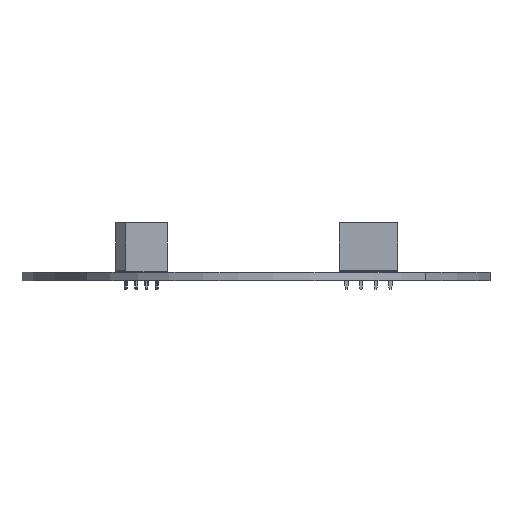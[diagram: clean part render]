
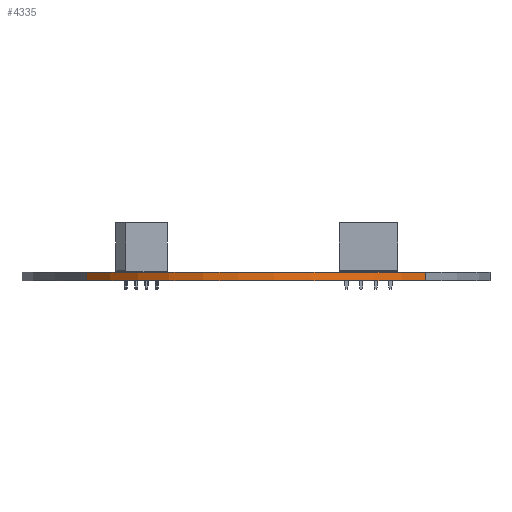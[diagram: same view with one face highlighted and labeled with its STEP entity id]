
A CAD part, front view. The second image highlights one B-rep face of the part: STEP entity #4335.
In plain terms, the highlighted cylindrical face has radius 35.923 mm (diameter 71.847 mm), a partial arc.
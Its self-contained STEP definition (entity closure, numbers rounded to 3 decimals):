
#3517 = EDGE_CURVE('',#3518,#3520,#3522,.T.);
#3518 = VERTEX_POINT('',#3519);
#3519 = CARTESIAN_POINT('',(190.97,-121.201,0.));
#3520 = VERTEX_POINT('',#3521);
#3521 = CARTESIAN_POINT('',(190.97,-121.201,1.51));
#3522 = LINE('',#3523,#3524);
#3523 = CARTESIAN_POINT('',(190.97,-121.201,0.));
#3524 = VECTOR('',#3525,1.);
#3525 = DIRECTION('',(0.,0.,1.));
#3552 = VERTEX_POINT('',#3553);
#3553 = CARTESIAN_POINT('',(249.9,-121.1,1.51));
#3560 = EDGE_CURVE('',#3561,#3552,#3563,.T.);
#3561 = VERTEX_POINT('',#3562);
#3562 = CARTESIAN_POINT('',(249.9,-121.1,0.));
#3563 = LINE('',#3564,#3565);
#3564 = CARTESIAN_POINT('',(249.9,-121.1,0.));
#3565 = VECTOR('',#3566,1.);
#3566 = DIRECTION('',(0.,0.,1.));
#3585 = EDGE_CURVE('',#3561,#3518,#3586,.T.);
#3586 = CIRCLE('',#3587,35.924);
#3587 = AXIS2_PLACEMENT_3D('',#3588,#3589,#3590);
#3588 = CARTESIAN_POINT('',(220.4,-100.6,0.));
#3589 = DIRECTION('',(-0.,0.,-1.));
#3590 = DIRECTION('',(0.821,-0.571,-0.));
#3963 = EDGE_CURVE('',#3552,#3520,#3964,.T.);
#3964 = CIRCLE('',#3965,35.924);
#3965 = AXIS2_PLACEMENT_3D('',#3966,#3967,#3968);
#3966 = CARTESIAN_POINT('',(220.4,-100.6,1.51));
#3967 = DIRECTION('',(-0.,0.,-1.));
#3968 = DIRECTION('',(0.821,-0.571,-0.));
#4335 = ADVANCED_FACE('',(#4336),#4342,.T.);
#4336 = FACE_BOUND('',#4337,.T.);
#4337 = EDGE_LOOP('',(#4338,#4339,#4340,#4341));
#4338 = ORIENTED_EDGE('',*,*,#3560,.T.);
#4339 = ORIENTED_EDGE('',*,*,#3963,.T.);
#4340 = ORIENTED_EDGE('',*,*,#3517,.F.);
#4341 = ORIENTED_EDGE('',*,*,#3585,.F.);
#4342 = CYLINDRICAL_SURFACE('',#4343,35.924);
#4343 = AXIS2_PLACEMENT_3D('',#4344,#4345,#4346);
#4344 = CARTESIAN_POINT('',(220.4,-100.6,0.));
#4345 = DIRECTION('',(-0.,0.,-1.));
#4346 = DIRECTION('',(0.821,-0.571,-0.));
